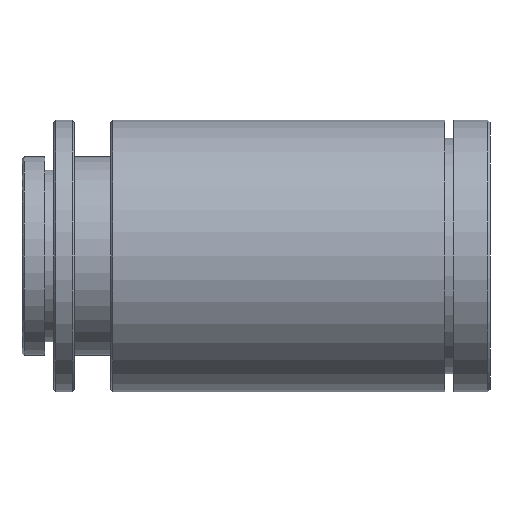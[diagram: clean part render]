
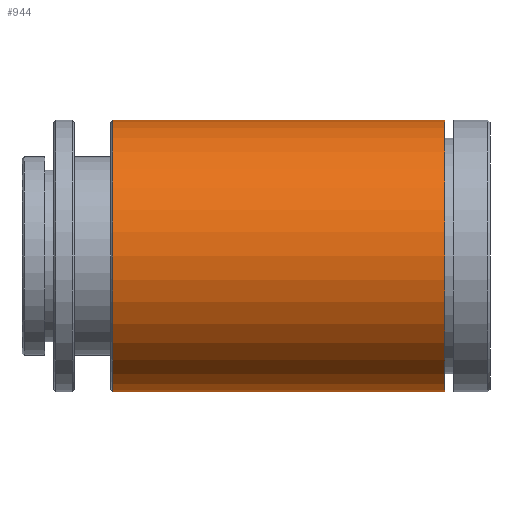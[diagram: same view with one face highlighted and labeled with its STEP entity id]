
A CAD part, front view. The second image highlights one B-rep face of the part: STEP entity #944.
In plain terms, the highlighted cylindrical face has radius 15 mm (diameter 30 mm), a partial arc.
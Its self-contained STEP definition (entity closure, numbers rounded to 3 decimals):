
#96 = EDGE_CURVE ( 'NONE', #231, #987, #318, .T. ) ;
#110 = EDGE_CURVE ( 'NONE', #231, #556, #801, .T. ) ;
#112 = EDGE_LOOP ( 'NONE', ( #558, #440, #771, #287 ) ) ;
#159 = DIRECTION ( 'NONE',  ( 0., 0., 1. ) ) ;
#231 = VERTEX_POINT ( 'NONE', #490 ) ;
#287 = ORIENTED_EDGE ( 'NONE', *, *, #1041, .T. ) ;
#293 = AXIS2_PLACEMENT_3D ( 'NONE', #549, #975, #988 ) ;
#314 = CIRCLE ( 'NONE', #698, 15. ) ;
#318 = CIRCLE ( 'NONE', #701, 15. ) ;
#366 = DIRECTION ( 'NONE',  ( -1., 0., 0. ) ) ;
#409 = CARTESIAN_POINT ( 'NONE',  ( 10.03, 0., -15. ) ) ;
#440 = ORIENTED_EDGE ( 'NONE', *, *, #96, .T. ) ;
#477 = CARTESIAN_POINT ( 'NONE',  ( 46.71, 0., 0. ) ) ;
#490 = CARTESIAN_POINT ( 'NONE',  ( 46.71, 0., -15. ) ) ;
#549 = CARTESIAN_POINT ( 'NONE',  ( -282.112, 0., 0. ) ) ;
#556 = VERTEX_POINT ( 'NONE', #409 ) ;
#558 = ORIENTED_EDGE ( 'NONE', *, *, #110, .F. ) ;
#560 = VERTEX_POINT ( 'NONE', #1049 ) ;
#666 = CYLINDRICAL_SURFACE ( 'NONE', #293, 15. ) ;
#675 = VECTOR ( 'NONE', #855, 1000. ) ;
#698 = AXIS2_PLACEMENT_3D ( 'NONE', #793, #905, #1112 ) ;
#701 = AXIS2_PLACEMENT_3D ( 'NONE', #477, #1101, #159 ) ;
#771 = ORIENTED_EDGE ( 'NONE', *, *, #940, .T. ) ;
#793 = CARTESIAN_POINT ( 'NONE',  ( 10.03, 0., 0. ) ) ;
#801 = LINE ( 'NONE', #1224, #1104 ) ;
#855 = DIRECTION ( 'NONE',  ( -1., 0., 0. ) ) ;
#866 = LINE ( 'NONE', #981, #675 ) ;
#885 = CARTESIAN_POINT ( 'NONE',  ( 46.71, 0., 15. ) ) ;
#905 = DIRECTION ( 'NONE',  ( 1., 0., 0. ) ) ;
#940 = EDGE_CURVE ( 'NONE', #987, #560, #866, .T. ) ;
#944 = ADVANCED_FACE ( 'NONE', ( #1103 ), #666, .T. ) ;
#975 = DIRECTION ( 'NONE',  ( -1., 0., 0. ) ) ;
#981 = CARTESIAN_POINT ( 'NONE',  ( -282.112, 0., 15. ) ) ;
#987 = VERTEX_POINT ( 'NONE', #885 ) ;
#988 = DIRECTION ( 'NONE',  ( 0., 0., 1. ) ) ;
#1041 = EDGE_CURVE ( 'NONE', #560, #556, #314, .T. ) ;
#1049 = CARTESIAN_POINT ( 'NONE',  ( 10.03, 0., 15. ) ) ;
#1101 = DIRECTION ( 'NONE',  ( -1., 0., 0. ) ) ;
#1103 = FACE_OUTER_BOUND ( 'NONE', #112, .T. ) ;
#1104 = VECTOR ( 'NONE', #366, 1000. ) ;
#1112 = DIRECTION ( 'NONE',  ( 0., 0., -1. ) ) ;
#1224 = CARTESIAN_POINT ( 'NONE',  ( -282.112, 0., -15. ) ) ;
